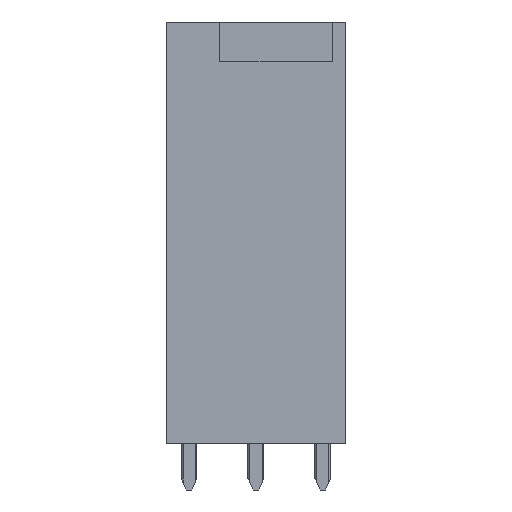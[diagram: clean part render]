
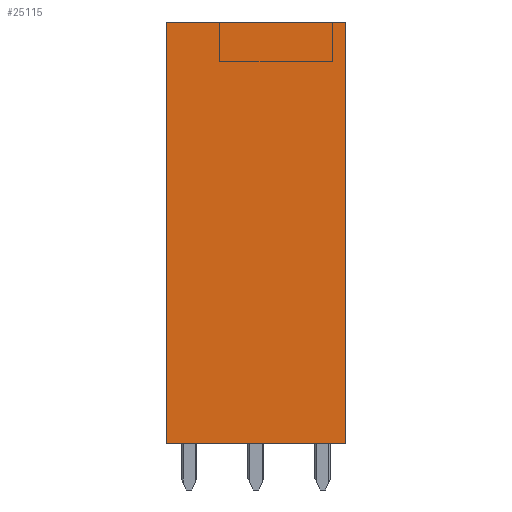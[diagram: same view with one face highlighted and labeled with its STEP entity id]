
A CAD part, left-side view. The second image highlights one B-rep face of the part: STEP entity #25115.
In plain terms, the highlighted planar face has unit normal (-1, 0, 0).
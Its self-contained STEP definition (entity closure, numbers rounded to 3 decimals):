
#25107=AXIS2_PLACEMENT_3D('Plane Axis2P3D',#25104,#25105,#25106) ;
#872=CARTESIAN_POINT('Vertex',(0.,13.6,35.5)) ;
#875=CARTESIAN_POINT('Line Origine',(0.,6.8,35.5)) ;
#879=CARTESIAN_POINT('Vertex',(0.,0.,35.5)) ;
#13222=CARTESIAN_POINT('Vertex',(0.,0.,3.5)) ;
#13225=CARTESIAN_POINT('Line Origine',(0.,6.8,3.5)) ;
#13229=CARTESIAN_POINT('Vertex',(0.,13.6,3.5)) ;
#22566=CARTESIAN_POINT('Line Origine',(0.,13.6,19.5)) ;
#24785=CARTESIAN_POINT('Line Origine',(0.,0.,19.5)) ;
#25104=CARTESIAN_POINT('Axis2P3D Location',(0.,0.,0.)) ;
#876=DIRECTION('Vector Direction',(0.,-1.,0.)) ;
#13226=DIRECTION('Vector Direction',(0.,1.,0.)) ;
#22567=DIRECTION('Vector Direction',(0.,0.,1.)) ;
#24786=DIRECTION('Vector Direction',(0.,0.,-1.)) ;
#25105=DIRECTION('Axis2P3D Direction',(-1.,0.,0.)) ;
#25106=DIRECTION('Axis2P3D XDirection',(0.,0.,1.)) ;
#877=VECTOR('Line Direction',#876,1.) ;
#13227=VECTOR('Line Direction',#13226,1.) ;
#22568=VECTOR('Line Direction',#22567,1.) ;
#24787=VECTOR('Line Direction',#24786,1.) ;
#25110=ORIENTED_EDGE('',*,*,#24789,.T.) ;
#25111=ORIENTED_EDGE('',*,*,#881,.T.) ;
#25112=ORIENTED_EDGE('',*,*,#22570,.T.) ;
#25113=ORIENTED_EDGE('',*,*,#13231,.T.) ;
#25115=ADVANCED_FACE('HOUSING',(#25114),#25108,.T.) ;
#881=EDGE_CURVE('',#880,#873,#878,.F.) ;
#13231=EDGE_CURVE('',#13230,#13223,#13228,.F.) ;
#22570=EDGE_CURVE('',#873,#13230,#22569,.F.) ;
#24789=EDGE_CURVE('',#13223,#880,#24788,.F.) ;
#25109=EDGE_LOOP('',(#25110,#25111,#25112,#25113)) ;
#25114=FACE_OUTER_BOUND('',#25109,.T.) ;
#878=LINE('Line',#875,#877) ;
#13228=LINE('Line',#13225,#13227) ;
#22569=LINE('Line',#22566,#22568) ;
#24788=LINE('Line',#24785,#24787) ;
#25108=PLANE('',#25107) ;
#873=VERTEX_POINT('',#872) ;
#880=VERTEX_POINT('',#879) ;
#13223=VERTEX_POINT('',#13222) ;
#13230=VERTEX_POINT('',#13229) ;
